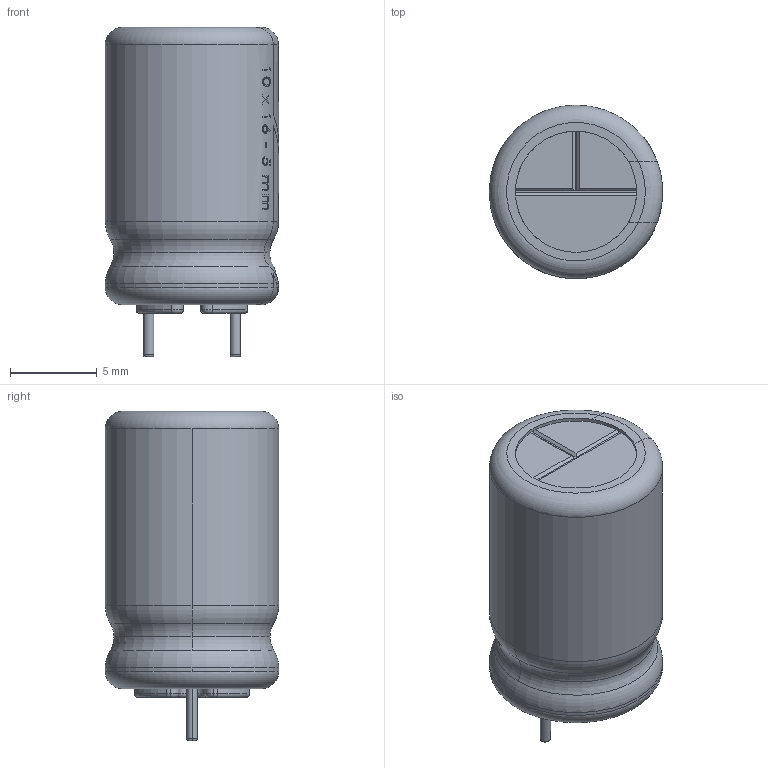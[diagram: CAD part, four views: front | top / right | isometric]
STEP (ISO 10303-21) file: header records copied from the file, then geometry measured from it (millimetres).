
FILE_DESCRIPTION (( 'STEP AP214' ), '1' );
FILE_NAME ('User Library-Cap-EL(10x16-5)T.STEP', '2019-11-05T17:12:31', ( '' ), ( '' ), 'SwSTEP 2.0', 'SolidWorks 2019', '' );
FILE_SCHEMA (( 'AUTOMOTIVE_DESIGN' ));
Length unit declared in the file: millimetre
Products named in the file (1): User Library-Cap-EL(10x16-5)T
Bounding box: 10 x 10 x 19 mm (x, y, z)
Volume: 668.2 mm3; surface area: 1074 mm2
Topology: 1 solids, 2 shells, 486 faces, 1255 edges, 816 vertices
Faces by surface type: plane 209, bspline 130, cylinder 95, torus 52
Entity records: 28033 total; most frequent: CARTESIAN_POINT 11843, ORIENTED_EDGE 2510, DIRECTION 1825, EDGE_CURVE 1255, VERTEX_POINT 816, AXIS2_PLACEMENT_3D 693, EDGE_LOOP 529, UNCERTAINTY_MEASURE_WITH_UNIT 489
